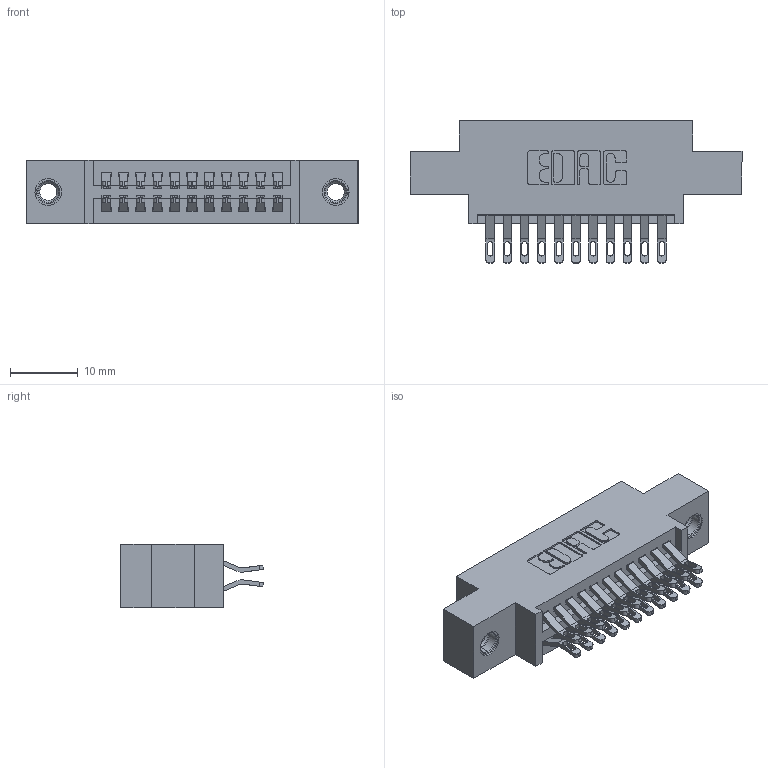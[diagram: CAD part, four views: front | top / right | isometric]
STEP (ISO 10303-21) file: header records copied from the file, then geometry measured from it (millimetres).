
FILE_DESCRIPTION (( 'STEP AP203' ), '1' );
FILE_NAME ('345-022-555-807.STEP', '2019-10-27T15:33:02', ( '' ), ( '' ), 'SwSTEP 2.0', 'SolidWorks 2016', '' );
FILE_SCHEMA (( 'CONFIG_CONTROL_DESIGN' ));
Length unit declared in the file: inch
Products named in the file (4): 345-250-001_345-250-005-103; 345-022-555-807; 345 Part_0.170 Offset - 0.156 Dia-TI; 345-292-001_555 Tail
Assembly tree (25 placements, depth 2):
  345-022-555-807
    345 Part_0.170 Offset - 0.156 Dia-TI
    345-292-001_555 Tail  x22
    345-250-001_345-250-005-103  x2
Bounding box: 49.15 x 21.13 x 9.4 mm (x, y, z)
Volume: 4423.5 mm3; surface area: 6331.6 mm2
Topology: 25 solids, 25 shells, 1422 faces, 4383 edges, 2914 vertices
Faces by surface type: plane 798, cylinder 608, cone 12, torus 4
Entity records: 14448 total; most frequent: CARTESIAN_POINT 2469, ORIENTED_EDGE 2366, DIRECTION 2209, EDGE_CURVE 1183, VECTOR 967, LINE 967, VERTEX_POINT 784, AXIS2_PLACEMENT_3D 621
